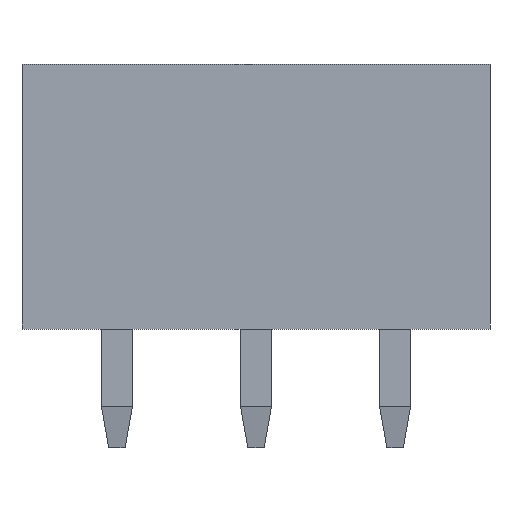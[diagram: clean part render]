
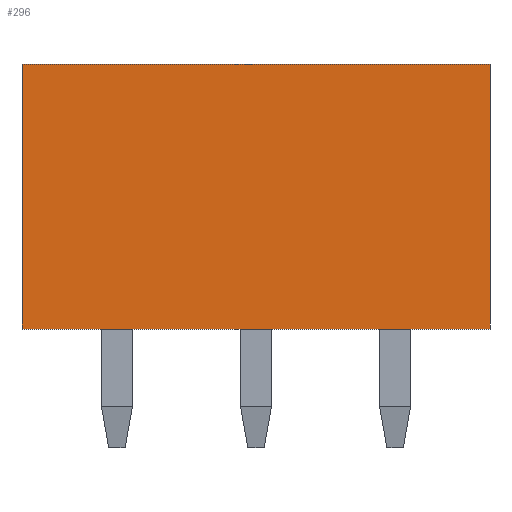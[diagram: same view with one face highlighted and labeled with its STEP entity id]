
A CAD part, front view. The second image highlights one B-rep face of the part: STEP entity #296.
In plain terms, the highlighted planar face has unit normal (0, -1, 0).
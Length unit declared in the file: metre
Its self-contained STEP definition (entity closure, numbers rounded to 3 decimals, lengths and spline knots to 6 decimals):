
#296 = ADVANCED_FACE( '', ( #616 ), #617, .F. );
#616 = FACE_OUTER_BOUND( '', #958, .T. );
#617 = PLANE( '', #959 );
#958 = EDGE_LOOP( '', ( #1758, #1759, #1760, #1761 ) );
#959 = AXIS2_PLACEMENT_3D( '', #1762, #1763, #1764 );
#1758 = ORIENTED_EDGE( '', *, *, #2198, .F. );
#1759 = ORIENTED_EDGE( '', *, *, #2118, .F. );
#1760 = ORIENTED_EDGE( '', *, *, #2055, .T. );
#1761 = ORIENTED_EDGE( '', *, *, #2324, .T. );
#1762 = CARTESIAN_POINT( '', ( -0.004505, -0.0035, 0.00725 ) );
#1763 = DIRECTION( '', ( 0., 1., 0. ) );
#1764 = DIRECTION( '', ( -1., 0., 0. ) );
#2055 = EDGE_CURVE( '', #2469, #2467, #2470, .T. );
#2118 = EDGE_CURVE( '', #2469, #2575, #2576, .T. );
#2198 = EDGE_CURVE( '', #2575, #2697, #2699, .T. );
#2324 = EDGE_CURVE( '', #2467, #2697, #2858, .T. );
#2467 = VERTEX_POINT( '', #3049 );
#2469 = VERTEX_POINT( '', #3052 );
#2470 = LINE( '', #3053, #3054 );
#2575 = VERTEX_POINT( '', #3210 );
#2576 = LINE( '', #3211, #3212 );
#2697 = VERTEX_POINT( '', #3393 );
#2699 = LINE( '', #3396, #3397 );
#2858 = LINE( '', #3635, #3636 );
#3049 = CARTESIAN_POINT( '', ( -0.004505, -0.0035, 0. ) );
#3052 = CARTESIAN_POINT( '', ( -0.004505, -0.0035, 0.00725 ) );
#3053 = CARTESIAN_POINT( '', ( -0.004505, -0.0035, 0.00725 ) );
#3054 = VECTOR( '', #3750, 1. );
#3210 = CARTESIAN_POINT( '', ( 0.008315, -0.0035, 0.00725 ) );
#3211 = CARTESIAN_POINT( '', ( -0.004505, -0.0035, 0.00725 ) );
#3212 = VECTOR( '', #3808, 1. );
#3393 = CARTESIAN_POINT( '', ( 0.008315, -0.0035, 0. ) );
#3396 = CARTESIAN_POINT( '', ( 0.008315, -0.0035, 0.00725 ) );
#3397 = VECTOR( '', #3876, 1. );
#3635 = CARTESIAN_POINT( '', ( -0.004505, -0.0035, 0. ) );
#3636 = VECTOR( '', #3962, 1. );
#3750 = DIRECTION( '', ( 0., 0., -1. ) );
#3808 = DIRECTION( '', ( 1., 0., 0. ) );
#3876 = DIRECTION( '', ( 0., 0., -1. ) );
#3962 = DIRECTION( '', ( 1., 0., 0. ) );
